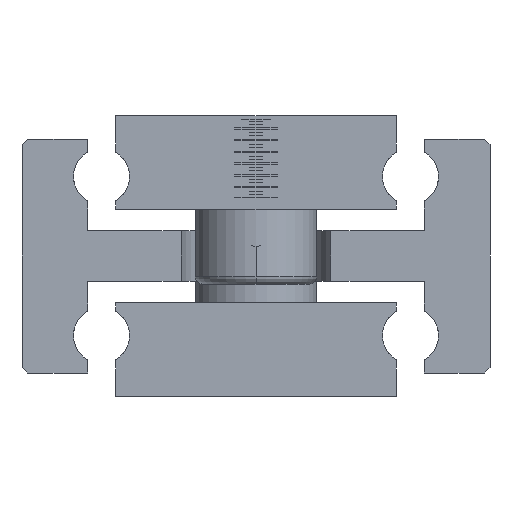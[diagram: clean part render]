
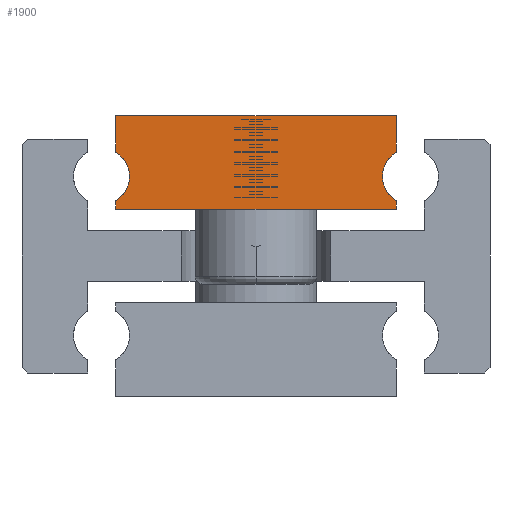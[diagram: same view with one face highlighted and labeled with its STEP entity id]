
A CAD part, front view. The second image highlights one B-rep face of the part: STEP entity #1900.
In plain terms, the highlighted planar face has unit normal (0, -1, 0).
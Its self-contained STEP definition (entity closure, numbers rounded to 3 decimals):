
#118=PLANE('',#2126);
#225=FACE_OUTER_BOUND('',#354,.T.);
#354=EDGE_LOOP('',(#1599,#1600,#1601,#1602,#1603,#1604,#1605,#1606));
#506=LINE('',#3347,#663);
#507=LINE('',#3350,#664);
#515=LINE('',#3364,#672);
#516=LINE('',#3367,#673);
#518=LINE('',#3370,#675);
#519=LINE('',#3372,#676);
#663=VECTOR('',#2545,3.902);
#664=VECTOR('',#2548,0.902);
#672=VECTOR('',#2560,0.902);
#673=VECTOR('',#2563,3.902);
#675=VECTOR('',#2567,30.);
#676=VECTOR('',#2570,30.);
#732=CIRCLE('',#2081,3.);
#733=CIRCLE('',#2083,3.);
#886=VERTEX_POINT('',#3184);
#887=VERTEX_POINT('',#3186);
#890=VERTEX_POINT('',#3228);
#891=VERTEX_POINT('',#3229);
#919=VERTEX_POINT('',#3345);
#920=VERTEX_POINT('',#3349);
#924=VERTEX_POINT('',#3362);
#925=VERTEX_POINT('',#3366);
#1101=EDGE_CURVE('',#887,#886,#732,.T.);
#1105=EDGE_CURVE('',#890,#891,#733,.T.);
#1147=EDGE_CURVE('',#919,#891,#506,.T.);
#1148=EDGE_CURVE('',#890,#920,#507,.T.);
#1156=EDGE_CURVE('',#924,#886,#515,.T.);
#1157=EDGE_CURVE('',#887,#925,#516,.T.);
#1159=EDGE_CURVE('',#920,#924,#518,.T.);
#1160=EDGE_CURVE('',#925,#919,#519,.T.);
#1599=ORIENTED_EDGE('',*,*,#1105,.T.);
#1600=ORIENTED_EDGE('',*,*,#1147,.F.);
#1601=ORIENTED_EDGE('',*,*,#1160,.F.);
#1602=ORIENTED_EDGE('',*,*,#1157,.F.);
#1603=ORIENTED_EDGE('',*,*,#1101,.T.);
#1604=ORIENTED_EDGE('',*,*,#1156,.F.);
#1605=ORIENTED_EDGE('',*,*,#1159,.F.);
#1606=ORIENTED_EDGE('',*,*,#1148,.F.);
#1900=ADVANCED_FACE('',(#225),#118,.F.);
#2081=AXIS2_PLACEMENT_3D('',#3187,#2450,#2451);
#2083=AXIS2_PLACEMENT_3D('',#3230,#2455,#2456);
#2126=AXIS2_PLACEMENT_3D('',#3373,#2571,#2572);
#2450=DIRECTION('center_axis',(0.,1.,0.));
#2451=DIRECTION('ref_axis',(1.,0.,0.));
#2455=DIRECTION('center_axis',(0.,1.,0.));
#2456=DIRECTION('ref_axis',(1.,0.,0.));
#2545=DIRECTION('',(0.,0.,-1.));
#2548=DIRECTION('',(0.,0.,-1.));
#2560=DIRECTION('',(0.,0.,1.));
#2563=DIRECTION('',(0.,0.,1.));
#2567=DIRECTION('',(-1.,0.,0.));
#2570=DIRECTION('',(1.,0.,0.));
#2571=DIRECTION('center_axis',(0.,1.,0.));
#2572=DIRECTION('ref_axis',(0.,0.,1.));
#3184=CARTESIAN_POINT('',(-15.,-375.,-2.598));
#3186=CARTESIAN_POINT('',(-15.,-375.,2.598));
#3187=CARTESIAN_POINT('Origin',(-16.5,-375.,0.));
#3228=CARTESIAN_POINT('',(15.,-375.,-2.598));
#3229=CARTESIAN_POINT('',(15.,-375.,2.598));
#3230=CARTESIAN_POINT('Origin',(16.5,-375.,0.));
#3345=CARTESIAN_POINT('',(15.,-375.,6.5));
#3347=CARTESIAN_POINT('',(15.,-375.,6.5));
#3349=CARTESIAN_POINT('',(15.,-375.,-3.5));
#3350=CARTESIAN_POINT('',(15.,-375.,-2.598));
#3362=CARTESIAN_POINT('',(-15.,-375.,-3.5));
#3364=CARTESIAN_POINT('',(-15.,-375.,-3.5));
#3366=CARTESIAN_POINT('',(-15.,-375.,6.5));
#3367=CARTESIAN_POINT('',(-15.,-375.,2.598));
#3370=CARTESIAN_POINT('',(15.,-375.,-3.5));
#3372=CARTESIAN_POINT('',(-15.,-375.,6.5));
#3373=CARTESIAN_POINT('Origin',(0.,-375.,1.5));
